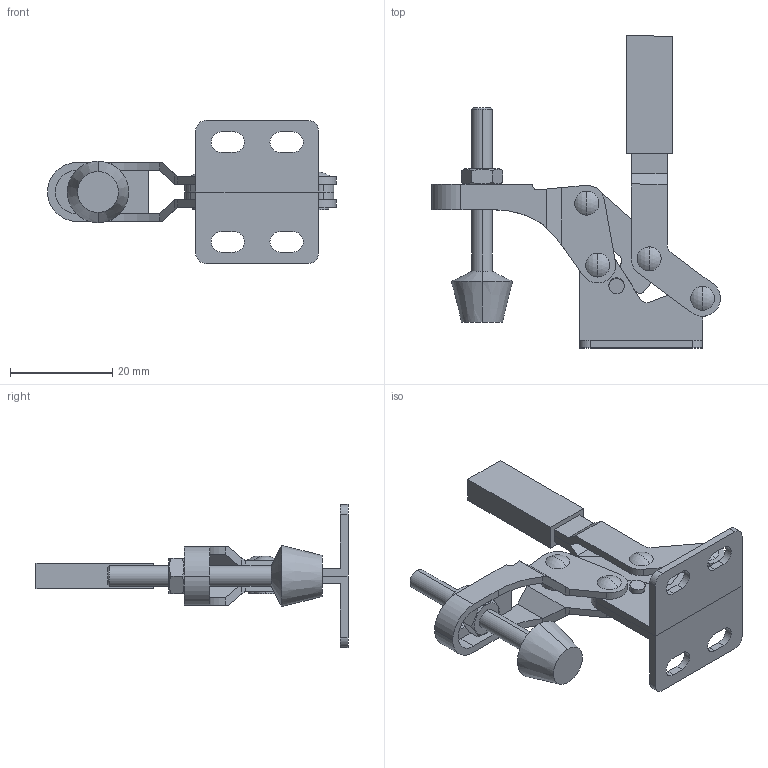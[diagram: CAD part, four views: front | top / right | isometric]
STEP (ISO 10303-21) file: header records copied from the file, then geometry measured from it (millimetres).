
FILE_DESCRIPTION (( 'STEP AP214' ), '1' );
FILE_NAME ('GH-13009(Â²¤Æ)-1.STEP', '2020-05-14T08:28:22', ( 'LinWei' ), ( '' ), 'SwSTEP 2.0', 'SolidWorks 2016', '' );
FILE_SCHEMA (( 'AUTOMOTIVE_DESIGN' ));
Length unit declared in the file: millimetre
Products named in the file (6): Group1^GH-13009(簡化)-1; Group3^GH-13009(簡化)-1; Group5^GH-13009(簡化)-1; Group2^GH-13009(簡化)-1; Group4^GH-13009(簡化)-1; GH-13009(簡化)-1
Assembly tree (5 placements, depth 2):
  GH-13009(簡化)-1
    Group4^GH-13009(簡化)-1
    Group2^GH-13009(簡化)-1
    Group5^GH-13009(簡化)-1
    Group3^GH-13009(簡化)-1
    Group1^GH-13009(簡化)-1
Bounding box: 56.5 x 61.02 x 28 mm (x, y, z)
Volume: 6631.3 mm3; surface area: 7543 mm2
Topology: 5 solids, 5 shells, 219 faces, 562 edges, 367 vertices
Faces by surface type: plane 109, cylinder 86, cone 14, sphere 8, bspline 2
Entity records: 7562 total; most frequent: CARTESIAN_POINT 1408, DIRECTION 1166, ORIENTED_EDGE 1124, EDGE_CURVE 562, AXIS2_PLACEMENT_3D 417, VERTEX_POINT 367, LINE 332, VECTOR 332
